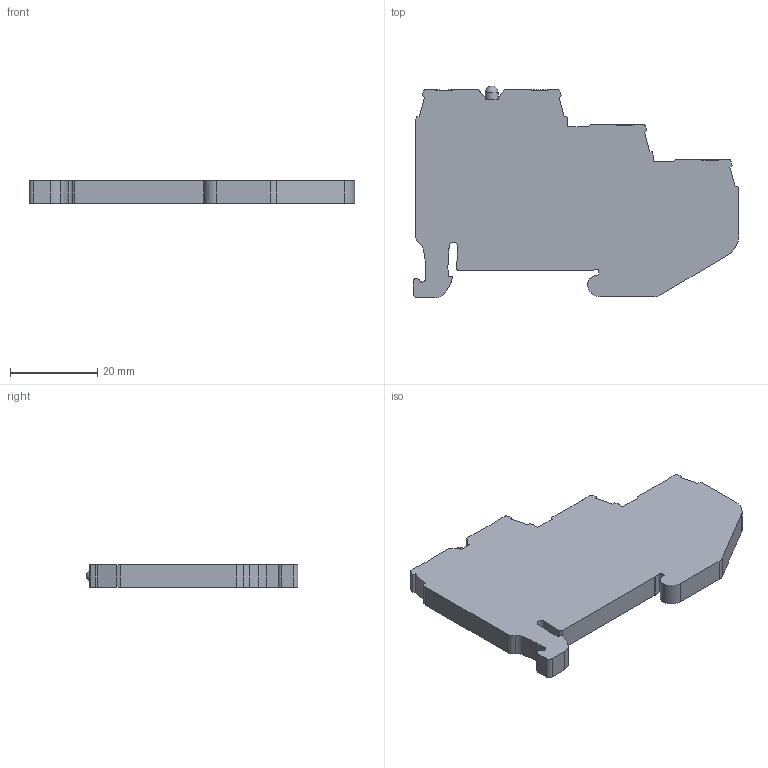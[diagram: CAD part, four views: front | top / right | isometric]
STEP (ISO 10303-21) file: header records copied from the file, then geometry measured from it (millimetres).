
FILE_DESCRIPTION (( 'STEP AP203' ), '1' );
FILE_NAME ('KN-PT25-PNP-25.step', '2025-04-29T14:01:03', ( '' ), ( '' ), 'SwSTEP 2.0', 'SolidWorks 2024', '' );
FILE_SCHEMA (( 'CONFIG_CONTROL_DESIGN' ));
Length unit declared in the file: millimetre
Products named in the file (1): KN-PT25-PNP-25
Bounding box: 74.8 x 48.65 x 5.15 mm (x, y, z)
Volume: 13780.5 mm3; surface area: 6771.7 mm2
Topology: 1 solids, 1 shells, 358 faces, 1008 edges, 664 vertices
Faces by surface type: plane 201, cylinder 146, bspline 9, sphere 2
Entity records: 11657 total; most frequent: CARTESIAN_POINT 2469, ORIENTED_EDGE 2008, DIRECTION 1831, EDGE_CURVE 1004, LINE 663, VECTOR 663, VERTEX_POINT 662, AXIS2_PLACEMENT_3D 584
